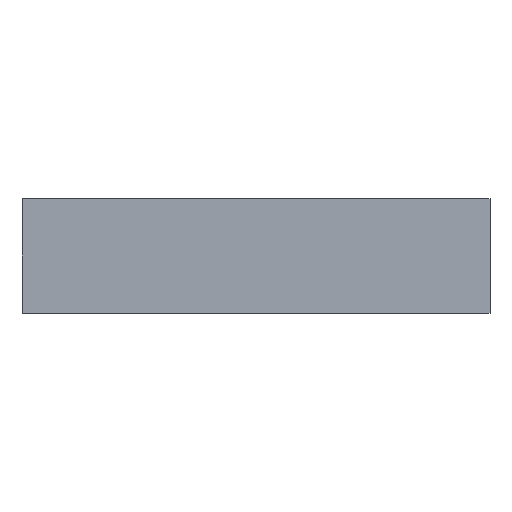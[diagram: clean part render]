
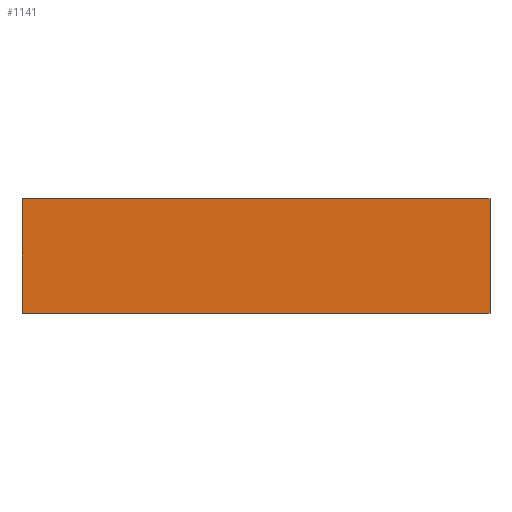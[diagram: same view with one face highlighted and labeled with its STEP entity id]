
A CAD part, front view. The second image highlights one B-rep face of the part: STEP entity #1141.
In plain terms, the highlighted planar face has unit normal (0, -1, 0).
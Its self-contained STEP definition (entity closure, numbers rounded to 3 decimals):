
#285 = DIRECTION ( 'NONE',  ( -1., 0., 0. ) ) ;
#1141 = ADVANCED_FACE ( 'NONE', ( #16785 ), #13929, .T. ) ;
#2620 = ORIENTED_EDGE ( 'NONE', *, *, #16677, .T. ) ;
#2944 = CARTESIAN_POINT ( 'NONE',  ( 266., -20., 65. ) ) ;
#3538 = VERTEX_POINT ( 'NONE', #13873 ) ;
#3923 = ORIENTED_EDGE ( 'NONE', *, *, #33375, .T. ) ;
#4313 = VECTOR ( 'NONE', #17196, 1000. ) ;
#4883 = EDGE_LOOP ( 'NONE', ( #3923, #20762, #29338, #2620 ) ) ;
#7738 = VERTEX_POINT ( 'NONE', #2944 ) ;
#8479 = LINE ( 'NONE', #25156, #29315 ) ;
#13873 = CARTESIAN_POINT ( 'NONE',  ( -266., -20., 65. ) ) ;
#13929 = PLANE ( 'NONE',  #29130 ) ;
#14864 = VERTEX_POINT ( 'NONE', #15882 ) ;
#15882 = CARTESIAN_POINT ( 'NONE',  ( 266., -20., -65. ) ) ;
#16255 = LINE ( 'NONE', #19280, #26630 ) ;
#16414 = DIRECTION ( 'NONE',  ( 1., 0., 0. ) ) ;
#16677 = EDGE_CURVE ( 'NONE', #7738, #3538, #16255, .T. ) ;
#16785 = FACE_OUTER_BOUND ( 'NONE', #4883, .T. ) ;
#17196 = DIRECTION ( 'NONE',  ( 0., 0., 1. ) ) ;
#19280 = CARTESIAN_POINT ( 'NONE',  ( -266., -20., 65. ) ) ;
#20762 = ORIENTED_EDGE ( 'NONE', *, *, #30070, .T. ) ;
#25156 = CARTESIAN_POINT ( 'NONE',  ( -266., -20., 65. ) ) ;
#25364 = LINE ( 'NONE', #27350, #31494 ) ;
#26630 = VECTOR ( 'NONE', #285, 1000. ) ;
#27350 = CARTESIAN_POINT ( 'NONE',  ( -266., -20., -65. ) ) ;
#27738 = DIRECTION ( 'NONE',  ( 0., -1., 0. ) ) ;
#28301 = EDGE_CURVE ( 'NONE', #14864, #7738, #30318, .T. ) ;
#29130 = AXIS2_PLACEMENT_3D ( 'NONE', #33289, #27738, #33828 ) ;
#29315 = VECTOR ( 'NONE', #30892, 1000. ) ;
#29338 = ORIENTED_EDGE ( 'NONE', *, *, #28301, .T. ) ;
#30070 = EDGE_CURVE ( 'NONE', #30828, #14864, #25364, .T. ) ;
#30318 = LINE ( 'NONE', #31022, #4313 ) ;
#30579 = CARTESIAN_POINT ( 'NONE',  ( -266., -20., -65. ) ) ;
#30828 = VERTEX_POINT ( 'NONE', #30579 ) ;
#30892 = DIRECTION ( 'NONE',  ( 0., 0., -1. ) ) ;
#31022 = CARTESIAN_POINT ( 'NONE',  ( 266., -20., 65. ) ) ;
#31494 = VECTOR ( 'NONE', #16414, 1000. ) ;
#33289 = CARTESIAN_POINT ( 'NONE',  ( 0., -20., 0. ) ) ;
#33375 = EDGE_CURVE ( 'NONE', #3538, #30828, #8479, .T. ) ;
#33828 = DIRECTION ( 'NONE',  ( 0., 0., -1. ) ) ;
